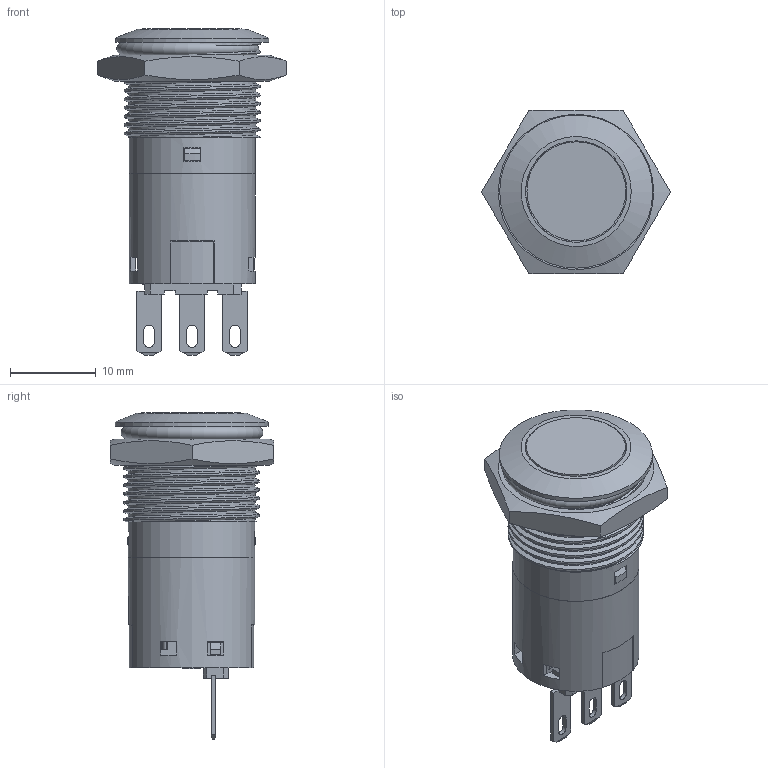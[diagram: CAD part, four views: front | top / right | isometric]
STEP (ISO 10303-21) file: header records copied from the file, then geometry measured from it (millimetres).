
FILE_DESCRIPTION(/* description */ (''),/* implementation_level */ '2;1');
FILE_NAME(/* name */ 'J16_211 311_E_x_t.stp',/* time_stamp */ '2019-11-28T10:48:55+08:00',/* author */ (''),/* organization */ (''),/* preprocessor_version */ 'ST-DEVELOPER v11',/* originating_system */ 'SIEMENS UGS NX 6.0',/* authorisation */ '');
FILE_SCHEMA (('CONFIG_CONTROL_DESIGN'));
Length unit declared in the file: millimetre
Products named in the file (13): solid_id61_x_t; solid_id56_x_t; solid_id51_x_t; solid_id46_x_t; solid_id41_x_t; solid_id36_x_t; solid_id31_x_t; solid_id26_x_t; solid_id21_x_t; solid_id16_x_t; solid_id11_x_t; solid_id6_x_t; J16_211 311_E_x_t
Assembly tree (12 placements, depth 2):
  J16_211 311_E_x_t
    solid_id6_x_t
    solid_id11_x_t
    solid_id16_x_t
    solid_id21_x_t
    solid_id26_x_t
    solid_id31_x_t
    solid_id36_x_t
    solid_id41_x_t
    solid_id46_x_t
    solid_id51_x_t
    solid_id56_x_t
    solid_id61_x_t
Bounding box: 21.94 x 19 x 37.95 mm (x, y, z)
Volume: 2696.2 mm3; surface area: 6998.6 mm2
Topology: 12 solids, 12 shells, 788 faces, 2209 edges, 1451 vertices
Faces by surface type: plane 641, cylinder 100, cone 18, extrusion 17, bspline 5, sphere 4, torus 3
Full cylindrical faces by diameter (mm): 0.43 x1, 1 x2, 5.3 x1, 5.9 x1, 11.5 x1, 11.8 x1, 14.046 x1, 14.7 x2, 17.8 x1
Entity records: 28919 total; most frequent: CARTESIAN_POINT 7354, ORIENTED_EDGE 4362, DIRECTION 3827, EDGE_CURVE 2181, VECTOR 1797, LINE 1780, VERTEX_POINT 1451, AXIS2_PLACEMENT_3D 1015
